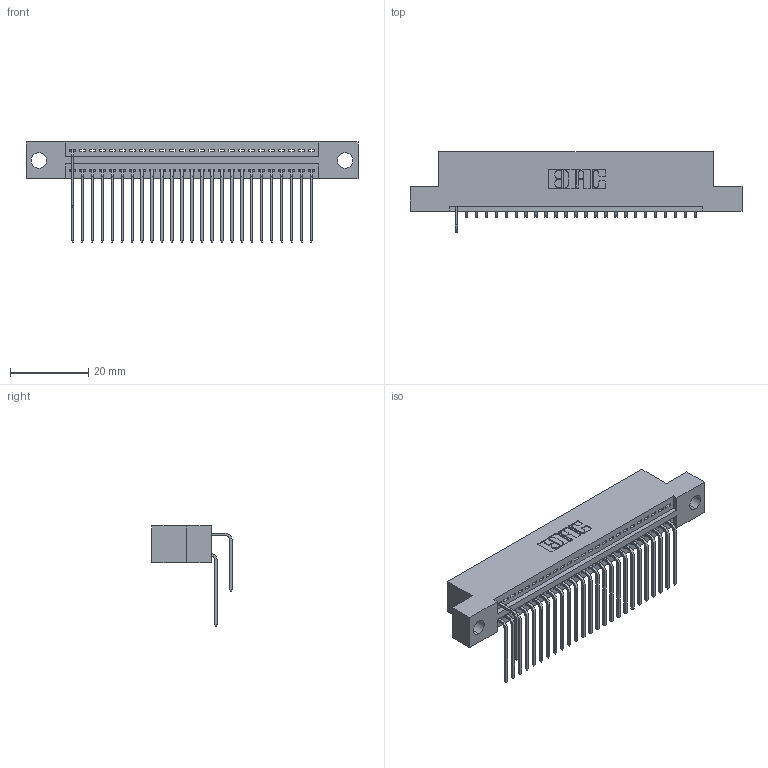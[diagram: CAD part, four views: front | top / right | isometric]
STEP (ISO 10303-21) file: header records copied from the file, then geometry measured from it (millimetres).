
FILE_DESCRIPTION (( 'STEP AP203' ), '1' );
FILE_NAME ('345-050-559-204.STEP', '2018-09-22T15:34:45', ( '' ), ( '' ), 'SwSTEP 2.0', 'SolidWorks 2016', '' );
FILE_SCHEMA (( 'CONFIG_CONTROL_DESIGN' ));
Length unit declared in the file: inch
Products named in the file (4): 345-050-559-204; 345 Part_Flush Mounting Lugs - 0.156 Dia-TH; 345-292-001_558 559 Tail - 1; 345-292-001_559 Tail - 2
Assembly tree (27 placements, depth 2):
  345-050-559-204
    345 Part_Flush Mounting Lugs - 0.156 Dia-TH
    345-292-001_558 559 Tail - 1  x25
    345-292-001_559 Tail - 2
Bounding box: 84.71 x 20.56 x 25.53 mm (x, y, z)
Volume: 7916.7 mm3; surface area: 10668.1 mm2
Topology: 27 solids, 27 shells, 1670 faces, 5019 edges, 3310 vertices
Faces by surface type: plane 1158, cylinder 512
Entity records: 22791 total; most frequent: CARTESIAN_POINT 3987, ORIENTED_EDGE 3894, DIRECTION 3483, EDGE_CURVE 1947, VECTOR 1675, LINE 1675, VERTEX_POINT 1294, AXIS2_PLACEMENT_3D 904
